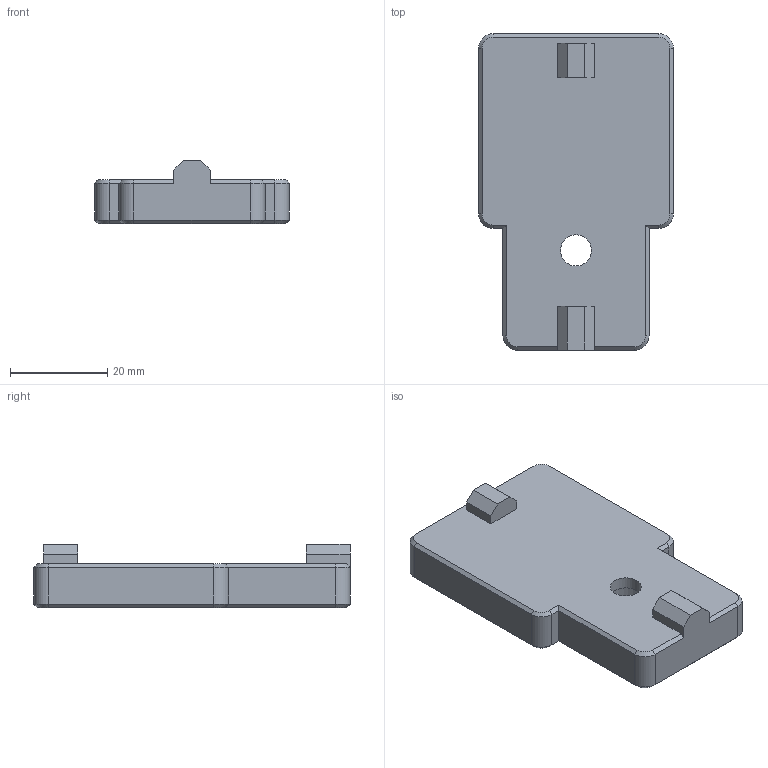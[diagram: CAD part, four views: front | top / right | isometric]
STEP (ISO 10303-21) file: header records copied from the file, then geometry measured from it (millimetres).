
FILE_DESCRIPTION(/* description */ ('OSSM Extrusion Foot','CAx-IF Rec.Pracs.---Representation and Presentation of Product Manufacturing Information (PMI)---4.0---2014-10-13'),/* implementation_level */ '2;1');
FILE_NAME(/* name */ 'OSSM - Stand - 3030 Extrusion Base Default_OSSM Extrusion Foot_step.stp',/* time_stamp */ '2025-02-27T09:06:26-05:00',/* author */ (''),/* organization */ (''),/* preprocessor_version */ 'ST-DEVELOPER v20',/* originating_system */ 'Autodesk Translation Framework v13.20.0.188',/* authorisation */ '');
FILE_SCHEMA (('AP242_MANAGED_MODEL_BASED_3D_ENGINEERING_MIM_LF { 1 0 10303 442 1 1 4 }'));
Length unit declared in the file: millimetre
Products named in the file (1): OSSM Extrusion Foot
Bounding box: 40 x 65 x 13 mm (x, y, z)
Volume: 20718.2 mm3; surface area: 6699.3 mm2
Topology: 1 solids, 1 shells, 61 faces, 145 edges, 87 vertices
Faces by surface type: plane 40, cone 13, cylinder 8
Full cylindrical faces by diameter (mm): 6.4 x1, 11 x1
Entity records: 1760 total; most frequent: DIRECTION 298, CARTESIAN_POINT 294, ORIENTED_EDGE 290, EDGE_CURVE 145, LINE 116, VECTOR 116, AXIS2_PLACEMENT_3D 91, VERTEX_POINT 87
